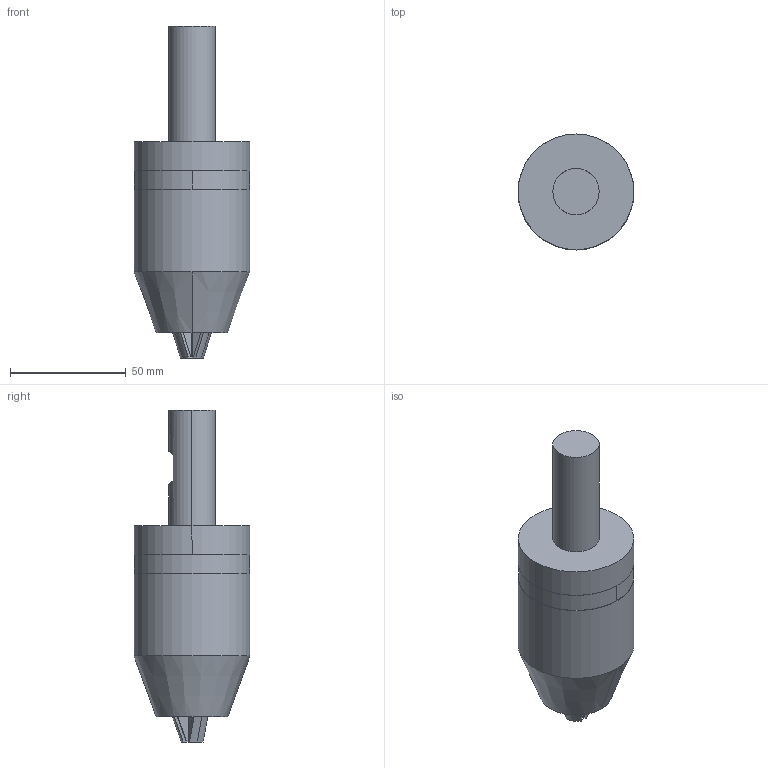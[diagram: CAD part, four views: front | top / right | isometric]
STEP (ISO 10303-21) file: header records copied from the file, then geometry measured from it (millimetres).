
FILE_DESCRIPTION(/* description */ (''),/* implementation_level */ '2;1');
FILE_NAME(/* name */ 'AW.20-DC.13.143.stp',/* time_stamp */ '2024-09-29T15:40:49+02:00',/* author */ (''),/* organization */ (''),/* preprocessor_version */ 'ST-DEVELOPER v16.7',/* originating_system */ 'SIEMENS PLM Software NX 12.0',/* authorisation */ '');
FILE_SCHEMA (('AUTOMOTIVE_DESIGN { 1 0 10303 214 3 1 1 1 }'));
Length unit declared in the file: millimetre
Products named in the file (1): pf664020C5B5gw46
Bounding box: 50.1 x 50.1 x 143.48 mm (x, y, z)
Volume: 161680.5 mm3; surface area: 19035.8 mm2
Topology: 1 solids, 1 shells, 56 faces, 141 edges, 94 vertices
Faces by surface type: plane 35, cylinder 19, cone 2
Full cylindrical faces by diameter (mm): 50.1 x1
Entity records: 1756 total; most frequent: CARTESIAN_POINT 341, ORIENTED_EDGE 286, DIRECTION 279, EDGE_CURVE 143, LINE 99, VECTOR 99, VERTEX_POINT 96, AXIS2_PLACEMENT_3D 90
